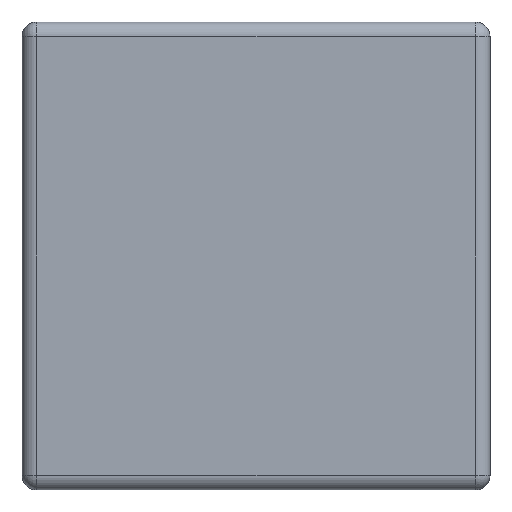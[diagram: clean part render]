
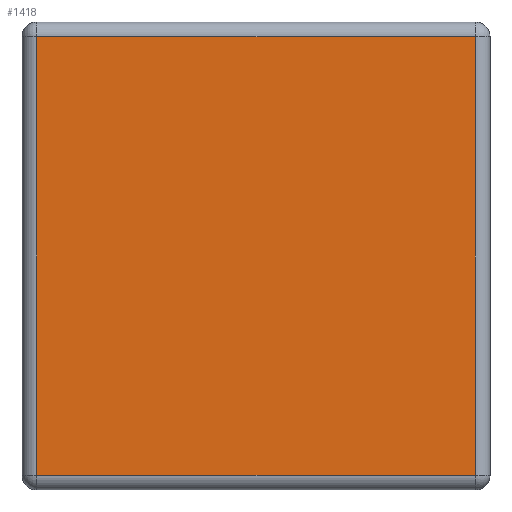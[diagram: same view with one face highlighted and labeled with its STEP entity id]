
A CAD part, left-side view. The second image highlights one B-rep face of the part: STEP entity #1418.
In plain terms, the highlighted planar face has unit normal (-1, 0, 0).
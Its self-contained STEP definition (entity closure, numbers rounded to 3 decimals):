
#69 = ORIENTED_EDGE ( 'NONE', *, *, #134, .T. ) ;
#130 = CARTESIAN_POINT ( 'NONE',  ( 0., 0., 1.5 ) ) ;
#134 = EDGE_CURVE ( 'NONE', #1496, #1932, #1227, .T. ) ;
#148 = VECTOR ( 'NONE', #1641, 1000. ) ;
#158 = DIRECTION ( 'NONE',  ( 0., 0., 1. ) ) ;
#164 = EDGE_CURVE ( 'NONE', #728, #1496, #1422, .T. ) ;
#315 = EDGE_CURVE ( 'NONE', #760, #728, #1854, .T. ) ;
#342 = DIRECTION ( 'NONE',  ( 1., 0., 0. ) ) ;
#352 = AXIS2_PLACEMENT_3D ( 'NONE', #1535, #342, #931 ) ;
#500 = CARTESIAN_POINT ( 'NONE',  ( 0., -1.5, -1.5 ) ) ;
#565 = VECTOR ( 'NONE', #1414, 1000. ) ;
#728 = VERTEX_POINT ( 'NONE', #1172 ) ;
#760 = VERTEX_POINT ( 'NONE', #1888 ) ;
#774 = CARTESIAN_POINT ( 'NONE',  ( 0., 0., -1.5 ) ) ;
#931 = DIRECTION ( 'NONE',  ( 0., 0., -1. ) ) ;
#992 = ORIENTED_EDGE ( 'NONE', *, *, #164, .T. ) ;
#1019 = EDGE_LOOP ( 'NONE', ( #992, #69, #1306, #1139 ) ) ;
#1068 = CARTESIAN_POINT ( 'NONE',  ( 0., -1.5, 0. ) ) ;
#1139 = ORIENTED_EDGE ( 'NONE', *, *, #315, .T. ) ;
#1172 = CARTESIAN_POINT ( 'NONE',  ( 0., 1.5, -1.5 ) ) ;
#1227 = LINE ( 'NONE', #1068, #1832 ) ;
#1273 = CARTESIAN_POINT ( 'NONE',  ( 0., 1.5, 0. ) ) ;
#1276 = EDGE_CURVE ( 'NONE', #1932, #760, #1312, .T. ) ;
#1306 = ORIENTED_EDGE ( 'NONE', *, *, #1276, .T. ) ;
#1312 = LINE ( 'NONE', #130, #148 ) ;
#1414 = DIRECTION ( 'NONE',  ( 0., -1., 0. ) ) ;
#1418 = ADVANCED_FACE ( 'NONE', ( #1454 ), #1859, .F. ) ;
#1422 = LINE ( 'NONE', #774, #565 ) ;
#1454 = FACE_OUTER_BOUND ( 'NONE', #1019, .T. ) ;
#1496 = VERTEX_POINT ( 'NONE', #500 ) ;
#1535 = CARTESIAN_POINT ( 'NONE',  ( 0., 0., 0. ) ) ;
#1545 = VECTOR ( 'NONE', #1735, 1000. ) ;
#1561 = CARTESIAN_POINT ( 'NONE',  ( 0., -1.5, 1.5 ) ) ;
#1641 = DIRECTION ( 'NONE',  ( 0., 1., 0. ) ) ;
#1735 = DIRECTION ( 'NONE',  ( 0., 0., -1. ) ) ;
#1832 = VECTOR ( 'NONE', #158, 1000. ) ;
#1854 = LINE ( 'NONE', #1273, #1545 ) ;
#1859 = PLANE ( 'NONE',  #352 ) ;
#1888 = CARTESIAN_POINT ( 'NONE',  ( 0., 1.5, 1.5 ) ) ;
#1932 = VERTEX_POINT ( 'NONE', #1561 ) ;
